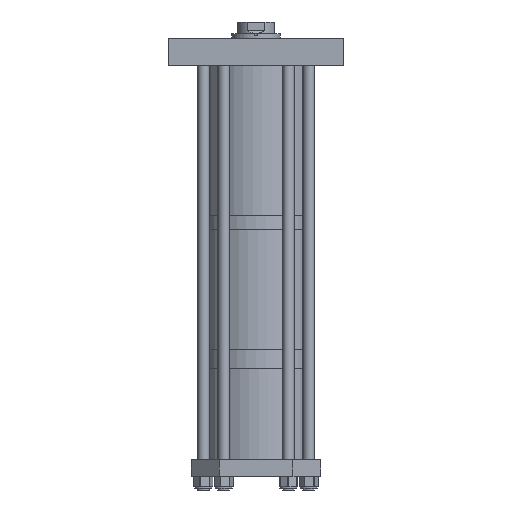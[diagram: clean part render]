
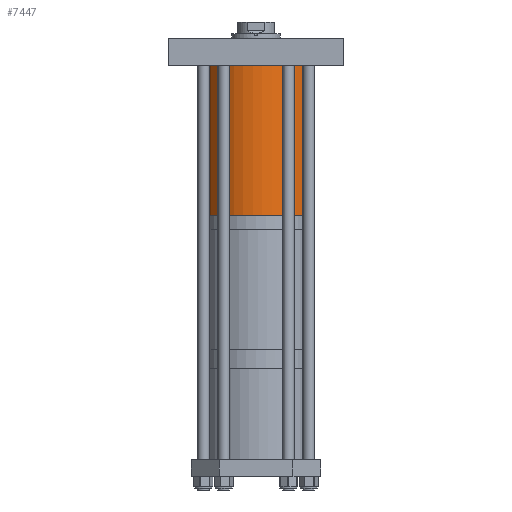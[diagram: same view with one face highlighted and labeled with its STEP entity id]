
A CAD part, front view. The second image highlights one B-rep face of the part: STEP entity #7447.
In plain terms, the highlighted cylindrical face has radius 152.4 mm (diameter 304.8 mm), a partial arc.
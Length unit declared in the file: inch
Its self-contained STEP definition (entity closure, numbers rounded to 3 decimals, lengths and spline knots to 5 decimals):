
#127 = ORIENTED_EDGE ( 'NONE', *, *, #2085, .F. ) ;
#908 = EDGE_CURVE ( 'NONE', #11115, #7865, #7585, .T. ) ;
#1681 = CIRCLE ( 'NONE', #6247, 6. ) ;
#1940 = ORIENTED_EDGE ( 'NONE', *, *, #908, .F. ) ;
#1978 = ORIENTED_EDGE ( 'NONE', *, *, #9089, .T. ) ;
#2085 = EDGE_CURVE ( 'NONE', #6805, #11115, #1681, .T. ) ;
#2175 = DIRECTION ( 'NONE',  ( 1., 0., 0. ) ) ;
#2606 = CYLINDRICAL_SURFACE ( 'NONE', #8014, 6. ) ;
#2609 = DIRECTION ( 'NONE',  ( -1., 0., 0. ) ) ;
#2781 = VECTOR ( 'NONE', #4382, 39.37008 ) ;
#3367 = ORIENTED_EDGE ( 'NONE', *, *, #8757, .T. ) ;
#3475 = CARTESIAN_POINT ( 'NONE',  ( 0., 0., 16.187 ) ) ;
#3499 = CARTESIAN_POINT ( 'NONE',  ( 0., 0., 16.187 ) ) ;
#3579 = DIRECTION ( 'NONE',  ( 1., 0., 0. ) ) ;
#4195 = CARTESIAN_POINT ( 'NONE',  ( 6., 0., 16.187 ) ) ;
#4382 = DIRECTION ( 'NONE',  ( 0., 0., -1. ) ) ;
#4419 = DIRECTION ( 'NONE',  ( 0., 0., 1. ) ) ;
#4848 = CIRCLE ( 'NONE', #11409, 6. ) ;
#5301 = DIRECTION ( 'NONE',  ( 0., 0., -1. ) ) ;
#5913 = DIRECTION ( 'NONE',  ( 0., 0., 1. ) ) ;
#5950 = CARTESIAN_POINT ( 'NONE',  ( 0., 0., 0. ) ) ;
#5959 = LINE ( 'NONE', #8728, #8945 ) ;
#6194 = CARTESIAN_POINT ( 'NONE',  ( 6., 0., 16.187 ) ) ;
#6247 = AXIS2_PLACEMENT_3D ( 'NONE', #3499, #4419, #3579 ) ;
#6275 = VERTEX_POINT ( 'NONE', #10825 ) ;
#6805 = VERTEX_POINT ( 'NONE', #11400 ) ;
#7424 = CARTESIAN_POINT ( 'NONE',  ( 6., 0., 0. ) ) ;
#7447 = ADVANCED_FACE ( 'NONE', ( #10215 ), #2606, .T. ) ;
#7585 = LINE ( 'NONE', #6194, #2781 ) ;
#7865 = VERTEX_POINT ( 'NONE', #7424 ) ;
#8014 = AXIS2_PLACEMENT_3D ( 'NONE', #3475, #5301, #2609 ) ;
#8728 = CARTESIAN_POINT ( 'NONE',  ( -6., 0., 16.187 ) ) ;
#8757 = EDGE_CURVE ( 'NONE', #6275, #7865, #4848, .T. ) ;
#8945 = VECTOR ( 'NONE', #9719, 39.37008 ) ;
#9089 = EDGE_CURVE ( 'NONE', #6805, #6275, #5959, .T. ) ;
#9717 = EDGE_LOOP ( 'NONE', ( #1940, #127, #1978, #3367 ) ) ;
#9719 = DIRECTION ( 'NONE',  ( 0., 0., -1. ) ) ;
#10215 = FACE_OUTER_BOUND ( 'NONE', #9717, .T. ) ;
#10825 = CARTESIAN_POINT ( 'NONE',  ( -6., 0., 0. ) ) ;
#11115 = VERTEX_POINT ( 'NONE', #4195 ) ;
#11400 = CARTESIAN_POINT ( 'NONE',  ( -6., 0., 16.187 ) ) ;
#11409 = AXIS2_PLACEMENT_3D ( 'NONE', #5950, #5913, #2175 ) ;
